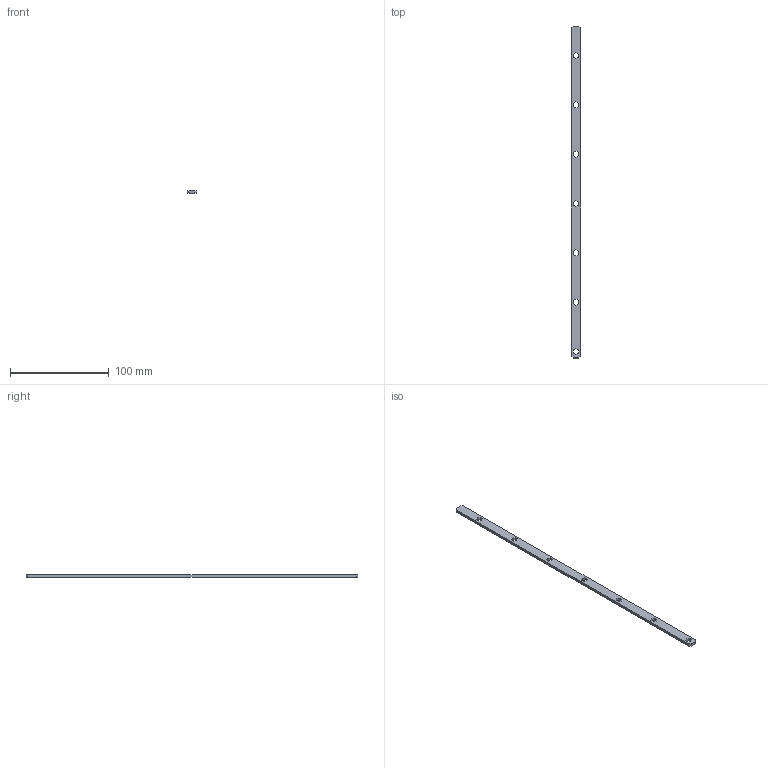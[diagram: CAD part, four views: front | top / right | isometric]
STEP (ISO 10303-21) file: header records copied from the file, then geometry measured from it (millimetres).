
FILE_DESCRIPTION(/* description */ (''),/* implementation_level */ '2;1');
FILE_NAME(/* name */ 'nut strip for MGN12 rail.stp',/* time_stamp */ '2023-01-26T12:39:01+05:00',/* author */ ('khrip'),/* organization */ (''),/* preprocessor_version */ 'ST-DEVELOPER v18.1',/* originating_system */ 'Autodesk Inventor 2022',/* authorisation */ '');
FILE_SCHEMA (('AUTOMOTIVE_DESIGN { 1 0 10303 214 3 1 1 }'));
Length unit declared in the file: millimetre
Products named in the file (1): nut strip for MGN12 rail
Bounding box: 10 x 336.58 x 2.7 mm (x, y, z)
Volume: 8594.2 mm3; surface area: 8576.5 mm2
Topology: 1 solids, 1 shells, 52 faces, 150 edges, 100 vertices
Faces by surface type: plane 52
Entity records: 1752 total; most frequent: CARTESIAN_POINT 303, ORIENTED_EDGE 300, DIRECTION 256, LINE 150, VECTOR 150, EDGE_CURVE 150, VERTEX_POINT 100, EDGE_LOOP 66
